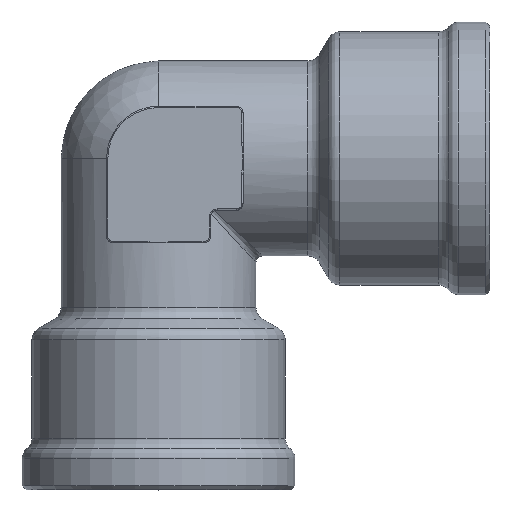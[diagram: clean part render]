
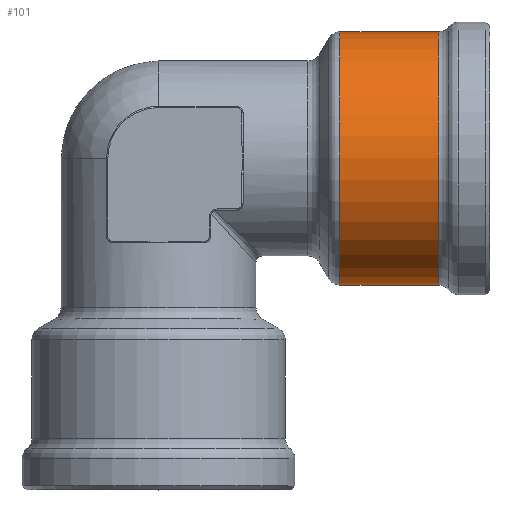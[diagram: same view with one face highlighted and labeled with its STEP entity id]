
A CAD part, top view. The second image highlights one B-rep face of the part: STEP entity #101.
In plain terms, the highlighted cylindrical face has radius 9.75 mm (diameter 19.5 mm), a full revolution.
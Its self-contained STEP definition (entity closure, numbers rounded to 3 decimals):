
#101 = ADVANCED_FACE( 'NONE', ( #234, #235 ), #236, .T. );
#234 = FACE_OUTER_BOUND( '', #528, .T. );
#235 = FACE_OUTER_BOUND( '', #529, .T. );
#236 = CYLINDRICAL_SURFACE( '', #530, 9.75 );
#528 = EDGE_LOOP( '', ( #1076 ) );
#529 = EDGE_LOOP( '', ( #1077 ) );
#530 = AXIS2_PLACEMENT_3D( '', #1078, #1079, #1080 );
#1076 = ORIENTED_EDGE( '', *, *, #1629, .F. );
#1077 = ORIENTED_EDGE( '', *, *, #1607, .T. );
#1078 = CARTESIAN_POINT( '', ( -13.299, 0., 0. ) );
#1079 = DIRECTION( '', ( 1., 0., 0. ) );
#1080 = DIRECTION( '', ( 0., 0., 1. ) );
#1607 = EDGE_CURVE( 'NONE', #1875, #1875, #1876, .T. );
#1629 = EDGE_CURVE( 'NONE', #1912, #1912, #1913, .T. );
#1875 = VERTEX_POINT( '', #2423 );
#1876 = CIRCLE( '', #2424, 9.75 );
#1912 = VERTEX_POINT( '', #2477 );
#1913 = CIRCLE( '', #2478, 9.75 );
#2423 = CARTESIAN_POINT( '', ( 21.549, 0., 9.75 ) );
#2424 = AXIS2_PLACEMENT_3D( '', #2786, #2787, #2788 );
#2477 = CARTESIAN_POINT( '', ( 13.954, 0., 9.75 ) );
#2478 = AXIS2_PLACEMENT_3D( '', #2832, #2833, #2834 );
#2786 = CARTESIAN_POINT( '', ( 21.549, 0., 0. ) );
#2787 = DIRECTION( '', ( -1., 0., 0. ) );
#2788 = DIRECTION( '', ( 0., 0., 1. ) );
#2832 = CARTESIAN_POINT( '', ( 13.954, 0., 0. ) );
#2833 = DIRECTION( '', ( -1., 0., 0. ) );
#2834 = DIRECTION( '', ( 0., 0., 1. ) );
